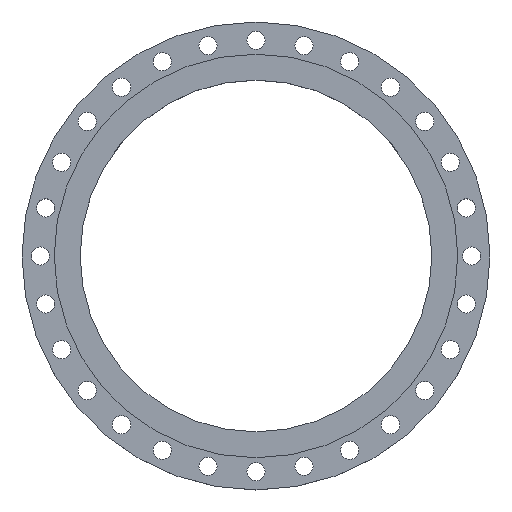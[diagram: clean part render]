
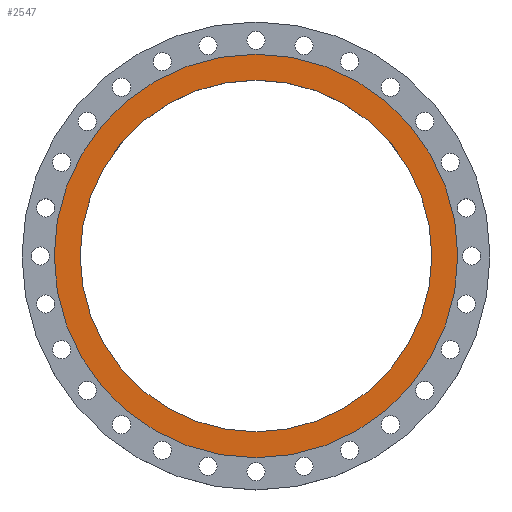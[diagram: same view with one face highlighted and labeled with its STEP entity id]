
A CAD part, top view. The second image highlights one B-rep face of the part: STEP entity #2547.
In plain terms, the highlighted planar face has unit normal (0, 0, 1).
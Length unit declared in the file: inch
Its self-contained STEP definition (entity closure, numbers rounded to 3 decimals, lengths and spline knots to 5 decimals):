
#10 = VERTEX_POINT ( 'NONE', #82 ) ;
#27 = CARTESIAN_POINT ( 'NONE',  ( 0., 15.6875, 0. ) ) ;
#82 = CARTESIAN_POINT ( 'NONE',  ( -18., 0., 0. ) ) ;
#153 = DIRECTION ( 'NONE',  ( 1., 0., 0. ) ) ;
#165 = DIRECTION ( 'NONE',  ( 0., 0., 1. ) ) ;
#335 = EDGE_CURVE ( 'NONE', #1652, #718, #1377, .T. ) ;
#374 = DIRECTION ( 'NONE',  ( 0., 0., 1. ) ) ;
#625 = PLANE ( 'NONE',  #1174 ) ;
#655 = AXIS2_PLACEMENT_3D ( 'NONE', #951, #1551, #2582 ) ;
#718 = VERTEX_POINT ( 'NONE', #2440 ) ;
#741 = CIRCLE ( 'NONE', #655, 18. ) ;
#761 = EDGE_CURVE ( 'NONE', #10, #2460, #1823, .T. ) ;
#763 = EDGE_CURVE ( 'NONE', #718, #1652, #2358, .T. ) ;
#830 = DIRECTION ( 'NONE',  ( 0., 0., 1. ) ) ;
#856 = AXIS2_PLACEMENT_3D ( 'NONE', #2459, #830, #1639 ) ;
#951 = CARTESIAN_POINT ( 'NONE',  ( 0., 0., 0. ) ) ;
#973 = DIRECTION ( 'NONE',  ( 1., 0., 0. ) ) ;
#995 = CARTESIAN_POINT ( 'NONE',  ( 0., 0., 0. ) ) ;
#1019 = CARTESIAN_POINT ( 'NONE',  ( -15.6875, 0., 0. ) ) ;
#1022 = FACE_OUTER_BOUND ( 'NONE', #1526, .T. ) ;
#1047 = ORIENTED_EDGE ( 'NONE', *, *, #761, .T. ) ;
#1174 = AXIS2_PLACEMENT_3D ( 'NONE', #27, #2429, #1460 ) ;
#1185 = CARTESIAN_POINT ( 'NONE',  ( 0., 0., 0. ) ) ;
#1206 = AXIS2_PLACEMENT_3D ( 'NONE', #995, #374, #153 ) ;
#1377 = CIRCLE ( 'NONE', #1820, 15.6875 ) ;
#1394 = EDGE_LOOP ( 'NONE', ( #2273, #2369 ) ) ;
#1460 = DIRECTION ( 'NONE',  ( -1., 0., 0. ) ) ;
#1526 = EDGE_LOOP ( 'NONE', ( #1898, #1047 ) ) ;
#1551 = DIRECTION ( 'NONE',  ( 0., 0., 1. ) ) ;
#1639 = DIRECTION ( 'NONE',  ( 1., 0., 0. ) ) ;
#1652 = VERTEX_POINT ( 'NONE', #1019 ) ;
#1653 = FACE_BOUND ( 'NONE', #1394, .T. ) ;
#1820 = AXIS2_PLACEMENT_3D ( 'NONE', #1185, #165, #973 ) ;
#1823 = CIRCLE ( 'NONE', #856, 18. ) ;
#1898 = ORIENTED_EDGE ( 'NONE', *, *, #2323, .T. ) ;
#2273 = ORIENTED_EDGE ( 'NONE', *, *, #763, .F. ) ;
#2323 = EDGE_CURVE ( 'NONE', #2460, #10, #741, .T. ) ;
#2352 = CARTESIAN_POINT ( 'NONE',  ( 18., 0., 0. ) ) ;
#2358 = CIRCLE ( 'NONE', #1206, 15.6875 ) ;
#2369 = ORIENTED_EDGE ( 'NONE', *, *, #335, .F. ) ;
#2429 = DIRECTION ( 'NONE',  ( 0., 0., -1. ) ) ;
#2440 = CARTESIAN_POINT ( 'NONE',  ( 15.6875, 0., 0. ) ) ;
#2459 = CARTESIAN_POINT ( 'NONE',  ( 0., 0., 0. ) ) ;
#2460 = VERTEX_POINT ( 'NONE', #2352 ) ;
#2547 = ADVANCED_FACE ( 'NONE', ( #1653, #1022 ), #625, .F. ) ;
#2582 = DIRECTION ( 'NONE',  ( 1., 0., 0. ) ) ;
